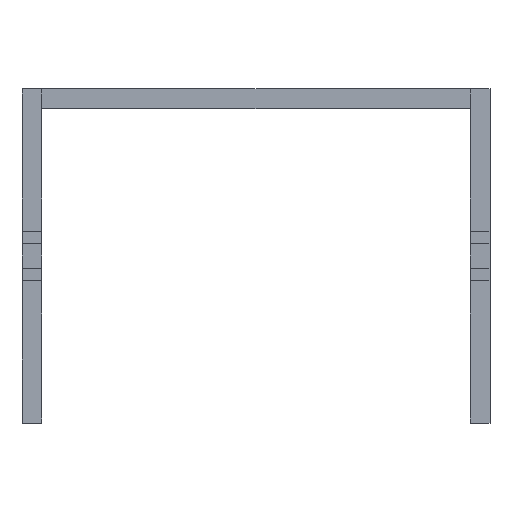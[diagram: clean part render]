
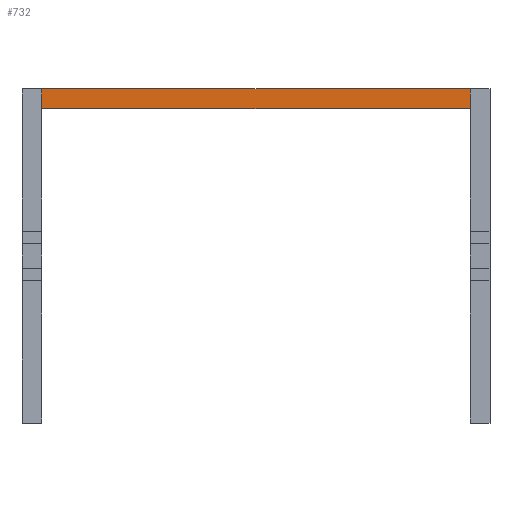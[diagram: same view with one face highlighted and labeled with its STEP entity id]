
A CAD part, top view. The second image highlights one B-rep face of the part: STEP entity #732.
In plain terms, the highlighted planar face has unit normal (0, 0, 1).
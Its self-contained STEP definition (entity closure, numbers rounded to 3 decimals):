
#332=CARTESIAN_POINT('Line Origine',(351.,460.,28.)) ;
#336=CARTESIAN_POINT('Vertex',(-84.5,460.,28.)) ;
#338=CARTESIAN_POINT('Vertex',(786.5,460.,28.)) ;
#546=CARTESIAN_POINT('Vertex',(-84.5,500.,28.)) ;
#549=CARTESIAN_POINT('Line Origine',(351.,500.,28.)) ;
#553=CARTESIAN_POINT('Vertex',(786.5,500.,28.)) ;
#711=CARTESIAN_POINT('Axis2P3D Location',(0.,0.,28.)) ;
#716=CARTESIAN_POINT('Line Origine',(-84.5,480.,28.)) ;
#721=CARTESIAN_POINT('Line Origine',(786.5,480.,28.)) ;
#333=DIRECTION('Vector Direction',(-1.,0.,0.)) ;
#550=DIRECTION('Vector Direction',(1.,0.,0.)) ;
#712=DIRECTION('Axis2P3D Direction',(0.,0.,1.)) ;
#713=DIRECTION('Axis2P3D XDirection',(1.,0.,0.)) ;
#717=DIRECTION('Vector Direction',(0.,1.,0.)) ;
#722=DIRECTION('Vector Direction',(0.,1.,0.)) ;
#714=AXIS2_PLACEMENT_3D('Plane Axis2P3D',#711,#712,#713) ;
#727=ORIENTED_EDGE('',*,*,#720,.F.) ;
#728=ORIENTED_EDGE('',*,*,#340,.T.) ;
#729=ORIENTED_EDGE('',*,*,#725,.F.) ;
#730=ORIENTED_EDGE('',*,*,#555,.T.) ;
#334=VECTOR('Line Direction',#333,1.) ;
#551=VECTOR('Line Direction',#550,1.) ;
#718=VECTOR('Line Direction',#717,1.) ;
#723=VECTOR('Line Direction',#722,1.) ;
#732=ADVANCED_FACE('Corps principal',(#731),#715,.T.) ;
#340=EDGE_CURVE('',#337,#339,#335,.F.) ;
#555=EDGE_CURVE('',#554,#547,#552,.F.) ;
#720=EDGE_CURVE('',#337,#547,#719,.T.) ;
#725=EDGE_CURVE('',#554,#339,#724,.F.) ;
#726=EDGE_LOOP('',(#727,#728,#729,#730)) ;
#731=FACE_OUTER_BOUND('',#726,.T.) ;
#335=LINE('Line',#332,#334) ;
#552=LINE('Line',#549,#551) ;
#719=LINE('Line',#716,#718) ;
#724=LINE('Line',#721,#723) ;
#715=PLANE('',#714) ;
#337=VERTEX_POINT('',#336) ;
#339=VERTEX_POINT('',#338) ;
#547=VERTEX_POINT('',#546) ;
#554=VERTEX_POINT('',#553) ;
